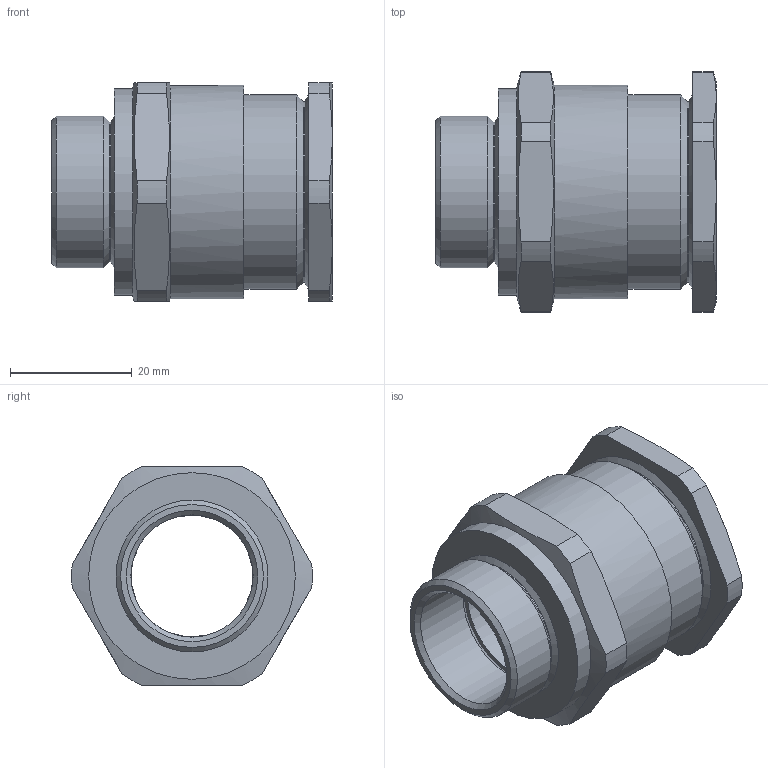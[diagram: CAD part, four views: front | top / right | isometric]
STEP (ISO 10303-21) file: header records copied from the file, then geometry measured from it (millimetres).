
FILE_DESCRIPTION (( 'STEP AP203' ), '1' );
FILE_NAME ('25A21RA.STEP', '2016-04-25T15:18:42', ( 'bel-it' ), ( '' ), 'SwSTEP 2.0', 'SolidWorks 2014', '' );
FILE_SCHEMA (( 'CONFIG_CONTROL_DESIGN' ));
Length unit declared in the file: millimetre
Products named in the file (1): 25A21RA
Bounding box: 46.17 x 39.58 x 36 mm (x, y, z)
Surface area: 11156.1 mm2 (no closed solid volume)
Topology: 0 solids, 4 shells, 57 faces, 136 edges, 86 vertices
Faces by surface type: cylinder 21, plane 19, cone 16, torus 1
Full cylindrical faces by diameter (mm): 20.1 x1, 20.2 x1, 22.971 x1, 25 x1, 26.5 x1, 29.718 x1, 32 x1, 34 x1, 35.1 x1
Entity records: 1718 total; most frequent: CARTESIAN_POINT 414, DIRECTION 264, ORIENTED_EDGE 218, AXIS2_PLACEMENT_3D 117, EDGE_CURVE 113, EDGE_LOOP 84, VERTEX_POINT 83, FACE_OUTER_BOUND 67
